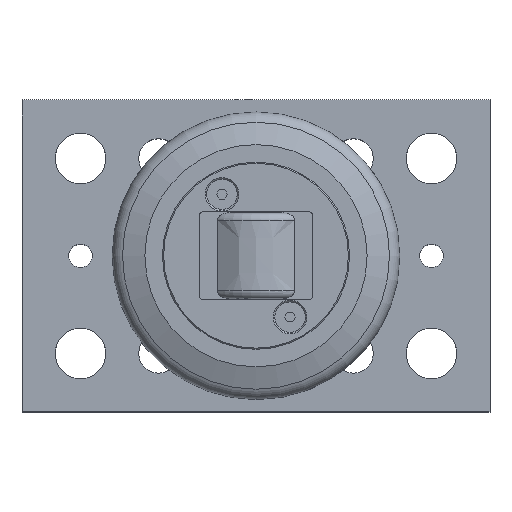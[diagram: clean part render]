
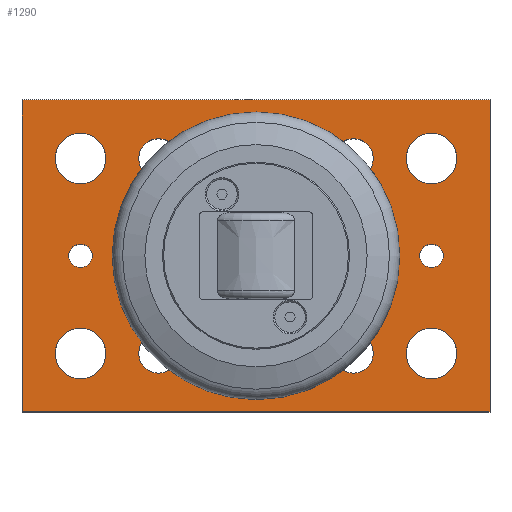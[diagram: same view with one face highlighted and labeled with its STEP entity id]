
A CAD part, top view. The second image highlights one B-rep face of the part: STEP entity #1290.
In plain terms, the highlighted planar face has unit normal (0, 0, 1).
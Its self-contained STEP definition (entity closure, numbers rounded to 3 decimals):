
#62=FACE_BOUND('',#290,.T.);
#63=FACE_BOUND('',#291,.T.);
#64=FACE_BOUND('',#292,.T.);
#65=FACE_BOUND('',#293,.T.);
#66=FACE_BOUND('',#294,.T.);
#67=FACE_BOUND('',#295,.T.);
#68=FACE_BOUND('',#296,.T.);
#69=FACE_BOUND('',#297,.T.);
#70=FACE_BOUND('',#298,.T.);
#71=FACE_BOUND('',#299,.T.);
#72=FACE_BOUND('',#300,.T.);
#125=CIRCLE('',#1419,23.5);
#126=CIRCLE('',#1420,5.053);
#127=CIRCLE('',#1421,5.053);
#128=CIRCLE('',#1422,5.053);
#129=CIRCLE('',#1423,5.053);
#130=CIRCLE('',#1424,5.053);
#131=CIRCLE('',#1425,5.053);
#132=CIRCLE('',#1426,5.053);
#133=CIRCLE('',#1427,5.053);
#134=CIRCLE('',#1428,6.5);
#135=CIRCLE('',#1429,6.5);
#136=CIRCLE('',#1430,6.5);
#137=CIRCLE('',#1431,6.5);
#138=CIRCLE('',#1432,3.);
#139=CIRCLE('',#1433,3.);
#212=FACE_OUTER_BOUND('',#289,.T.);
#289=EDGE_LOOP('',(#1066,#1067,#1068,#1069));
#290=EDGE_LOOP('',(#1070));
#291=EDGE_LOOP('',(#1071,#1072));
#292=EDGE_LOOP('',(#1073,#1074));
#293=EDGE_LOOP('',(#1075,#1076));
#294=EDGE_LOOP('',(#1077,#1078));
#295=EDGE_LOOP('',(#1079));
#296=EDGE_LOOP('',(#1080));
#297=EDGE_LOOP('',(#1081));
#298=EDGE_LOOP('',(#1082));
#299=EDGE_LOOP('',(#1083));
#300=EDGE_LOOP('',(#1084));
#409=LINE('',#2180,#505);
#410=LINE('',#2182,#506);
#411=LINE('',#2184,#507);
#412=LINE('',#2185,#508);
#505=VECTOR('',#1724,10.);
#506=VECTOR('',#1725,10.);
#507=VECTOR('',#1726,10.);
#508=VECTOR('',#1727,10.);
#610=VERTEX_POINT('',#2178);
#611=VERTEX_POINT('',#2179);
#612=VERTEX_POINT('',#2181);
#613=VERTEX_POINT('',#2183);
#614=VERTEX_POINT('',#2186);
#615=VERTEX_POINT('',#2188);
#616=VERTEX_POINT('',#2189);
#617=VERTEX_POINT('',#2192);
#618=VERTEX_POINT('',#2193);
#619=VERTEX_POINT('',#2196);
#620=VERTEX_POINT('',#2197);
#621=VERTEX_POINT('',#2200);
#622=VERTEX_POINT('',#2201);
#623=VERTEX_POINT('',#2204);
#624=VERTEX_POINT('',#2206);
#625=VERTEX_POINT('',#2208);
#626=VERTEX_POINT('',#2210);
#627=VERTEX_POINT('',#2212);
#628=VERTEX_POINT('',#2214);
#773=EDGE_CURVE('',#610,#611,#409,.T.);
#774=EDGE_CURVE('',#612,#610,#410,.T.);
#775=EDGE_CURVE('',#613,#612,#411,.T.);
#776=EDGE_CURVE('',#611,#613,#412,.T.);
#777=EDGE_CURVE('',#614,#614,#125,.T.);
#778=EDGE_CURVE('',#615,#616,#126,.T.);
#779=EDGE_CURVE('',#616,#615,#127,.T.);
#780=EDGE_CURVE('',#617,#618,#128,.T.);
#781=EDGE_CURVE('',#618,#617,#129,.T.);
#782=EDGE_CURVE('',#619,#620,#130,.T.);
#783=EDGE_CURVE('',#620,#619,#131,.T.);
#784=EDGE_CURVE('',#621,#622,#132,.T.);
#785=EDGE_CURVE('',#622,#621,#133,.T.);
#786=EDGE_CURVE('',#623,#623,#134,.T.);
#787=EDGE_CURVE('',#624,#624,#135,.T.);
#788=EDGE_CURVE('',#625,#625,#136,.T.);
#789=EDGE_CURVE('',#626,#626,#137,.T.);
#790=EDGE_CURVE('',#627,#627,#138,.T.);
#791=EDGE_CURVE('',#628,#628,#139,.T.);
#1066=ORIENTED_EDGE('',*,*,#773,.F.);
#1067=ORIENTED_EDGE('',*,*,#774,.F.);
#1068=ORIENTED_EDGE('',*,*,#775,.F.);
#1069=ORIENTED_EDGE('',*,*,#776,.F.);
#1070=ORIENTED_EDGE('',*,*,#777,.T.);
#1071=ORIENTED_EDGE('',*,*,#778,.T.);
#1072=ORIENTED_EDGE('',*,*,#779,.T.);
#1073=ORIENTED_EDGE('',*,*,#780,.T.);
#1074=ORIENTED_EDGE('',*,*,#781,.T.);
#1075=ORIENTED_EDGE('',*,*,#782,.T.);
#1076=ORIENTED_EDGE('',*,*,#783,.T.);
#1077=ORIENTED_EDGE('',*,*,#784,.T.);
#1078=ORIENTED_EDGE('',*,*,#785,.T.);
#1079=ORIENTED_EDGE('',*,*,#786,.T.);
#1080=ORIENTED_EDGE('',*,*,#787,.T.);
#1081=ORIENTED_EDGE('',*,*,#788,.T.);
#1082=ORIENTED_EDGE('',*,*,#789,.T.);
#1083=ORIENTED_EDGE('',*,*,#790,.T.);
#1084=ORIENTED_EDGE('',*,*,#791,.T.);
#1237=PLANE('',#1418);
#1290=ADVANCED_FACE('',(#212,#62,#63,#64,#65,#66,#67,#68,#69,#70,#71,#72),
#1237,.T.);
#1418=AXIS2_PLACEMENT_3D('',#2177,#1722,#1723);
#1419=AXIS2_PLACEMENT_3D('',#2187,#1728,#1729);
#1420=AXIS2_PLACEMENT_3D('',#2190,#1730,#1731);
#1421=AXIS2_PLACEMENT_3D('',#2191,#1732,#1733);
#1422=AXIS2_PLACEMENT_3D('',#2194,#1734,#1735);
#1423=AXIS2_PLACEMENT_3D('',#2195,#1736,#1737);
#1424=AXIS2_PLACEMENT_3D('',#2198,#1738,#1739);
#1425=AXIS2_PLACEMENT_3D('',#2199,#1740,#1741);
#1426=AXIS2_PLACEMENT_3D('',#2202,#1742,#1743);
#1427=AXIS2_PLACEMENT_3D('',#2203,#1744,#1745);
#1428=AXIS2_PLACEMENT_3D('',#2205,#1746,#1747);
#1429=AXIS2_PLACEMENT_3D('',#2207,#1748,#1749);
#1430=AXIS2_PLACEMENT_3D('',#2209,#1750,#1751);
#1431=AXIS2_PLACEMENT_3D('',#2211,#1752,#1753);
#1432=AXIS2_PLACEMENT_3D('',#2213,#1754,#1755);
#1433=AXIS2_PLACEMENT_3D('',#2215,#1756,#1757);
#1722=DIRECTION('center_axis',(0.,0.,1.));
#1723=DIRECTION('ref_axis',(1.,0.,0.));
#1724=DIRECTION('',(0.,1.,0.));
#1725=DIRECTION('',(-1.,0.,0.));
#1726=DIRECTION('',(0.,-1.,0.));
#1727=DIRECTION('',(1.,0.,0.));
#1728=DIRECTION('center_axis',(0.,0.,-1.));
#1729=DIRECTION('ref_axis',(0.,-1.,0.));
#1730=DIRECTION('center_axis',(0.,0.,-1.));
#1731=DIRECTION('ref_axis',(1.,0.,0.));
#1732=DIRECTION('center_axis',(0.,0.,-1.));
#1733=DIRECTION('ref_axis',(1.,0.,0.));
#1734=DIRECTION('center_axis',(0.,0.,-1.));
#1735=DIRECTION('ref_axis',(1.,0.,0.));
#1736=DIRECTION('center_axis',(0.,0.,-1.));
#1737=DIRECTION('ref_axis',(1.,0.,0.));
#1738=DIRECTION('center_axis',(0.,0.,-1.));
#1739=DIRECTION('ref_axis',(1.,0.,0.));
#1740=DIRECTION('center_axis',(0.,0.,-1.));
#1741=DIRECTION('ref_axis',(1.,0.,0.));
#1742=DIRECTION('center_axis',(0.,0.,-1.));
#1743=DIRECTION('ref_axis',(1.,0.,0.));
#1744=DIRECTION('center_axis',(0.,0.,-1.));
#1745=DIRECTION('ref_axis',(1.,0.,0.));
#1746=DIRECTION('center_axis',(0.,0.,-1.));
#1747=DIRECTION('ref_axis',(-1.,0.,0.));
#1748=DIRECTION('center_axis',(0.,0.,-1.));
#1749=DIRECTION('ref_axis',(-1.,0.,0.));
#1750=DIRECTION('center_axis',(0.,0.,-1.));
#1751=DIRECTION('ref_axis',(-1.,0.,0.));
#1752=DIRECTION('center_axis',(0.,0.,-1.));
#1753=DIRECTION('ref_axis',(-1.,0.,0.));
#1754=DIRECTION('center_axis',(0.,0.,-1.));
#1755=DIRECTION('ref_axis',(-1.,0.,0.));
#1756=DIRECTION('center_axis',(0.,0.,-1.));
#1757=DIRECTION('ref_axis',(-1.,0.,0.));
#2177=CARTESIAN_POINT('Origin',(60.,40.,15.));
#2178=CARTESIAN_POINT('',(0.,0.,15.));
#2179=CARTESIAN_POINT('',(0.,80.,15.));
#2180=CARTESIAN_POINT('',(0.,80.,15.));
#2181=CARTESIAN_POINT('',(120.,0.,15.));
#2182=CARTESIAN_POINT('',(0.,0.,15.));
#2183=CARTESIAN_POINT('',(120.,80.,15.));
#2184=CARTESIAN_POINT('',(120.,0.,15.));
#2185=CARTESIAN_POINT('',(120.,80.,15.));
#2186=CARTESIAN_POINT('',(60.,63.5,15.));
#2187=CARTESIAN_POINT('Origin',(60.,40.,15.));
#2188=CARTESIAN_POINT('',(40.053,15.,15.));
#2189=CARTESIAN_POINT('',(29.947,15.,15.));
#2190=CARTESIAN_POINT('Origin',(35.,15.,15.));
#2191=CARTESIAN_POINT('Origin',(35.,15.,15.));
#2192=CARTESIAN_POINT('',(90.053,15.,15.));
#2193=CARTESIAN_POINT('',(79.947,15.,15.));
#2194=CARTESIAN_POINT('Origin',(85.,15.,15.));
#2195=CARTESIAN_POINT('Origin',(85.,15.,15.));
#2196=CARTESIAN_POINT('',(90.053,65.,15.));
#2197=CARTESIAN_POINT('',(79.947,65.,15.));
#2198=CARTESIAN_POINT('Origin',(85.,65.,15.));
#2199=CARTESIAN_POINT('Origin',(85.,65.,15.));
#2200=CARTESIAN_POINT('',(40.053,65.,15.));
#2201=CARTESIAN_POINT('',(29.947,65.,15.));
#2202=CARTESIAN_POINT('Origin',(35.,65.,15.));
#2203=CARTESIAN_POINT('Origin',(35.,65.,15.));
#2204=CARTESIAN_POINT('',(111.5,65.,15.));
#2205=CARTESIAN_POINT('Origin',(105.,65.,15.));
#2206=CARTESIAN_POINT('',(21.5,15.,15.));
#2207=CARTESIAN_POINT('Origin',(15.,15.,15.));
#2208=CARTESIAN_POINT('',(21.5,65.,15.));
#2209=CARTESIAN_POINT('Origin',(15.,65.,15.));
#2210=CARTESIAN_POINT('',(111.5,15.,15.));
#2211=CARTESIAN_POINT('Origin',(105.,15.,15.));
#2212=CARTESIAN_POINT('',(108.,40.,15.));
#2213=CARTESIAN_POINT('Origin',(105.,40.,15.));
#2214=CARTESIAN_POINT('',(18.,40.,15.));
#2215=CARTESIAN_POINT('Origin',(15.,40.,15.));
